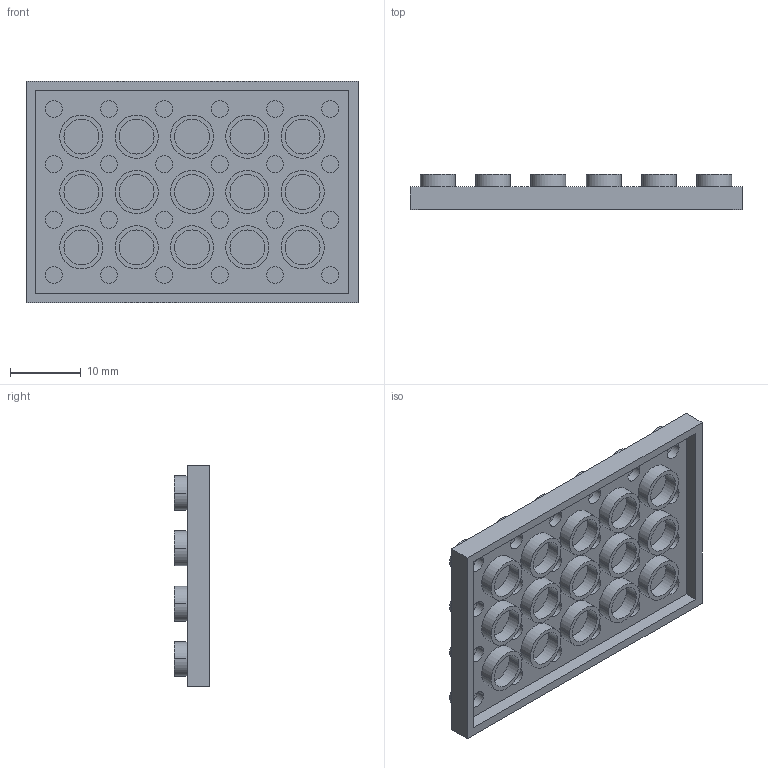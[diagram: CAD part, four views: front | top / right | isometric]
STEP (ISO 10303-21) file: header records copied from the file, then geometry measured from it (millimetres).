
FILE_DESCRIPTION((''),'1');
FILE_NAME('BRICK_THIN','2000-08-24T',('ujkopena'),(''),'PRO/ENGINEER BY PARAMETRIC TECHNOLOGY CORPORATION, 1999390','PRO/ENGINEER BY PARAMETRIC TECHNOLOGY CORPORATION, 1999390','');
FILE_SCHEMA(('CONFIG_CONTROL_DESIGN'));
Length unit declared in the file: metre
Products named in the file (1): BRICK_THIN
Bounding box: 46.8 x 4.96 x 31.2 mm (x, y, z)
Volume: 3187.2 mm3; surface area: 5573.9 mm2
Topology: 1 solids, 1 shells, 245 faces, 492 edges, 328 vertices
Faces by surface type: cylinder 156, plane 89
Entity records: 6576 total; most frequent: DIRECTION 1294, CARTESIAN_POINT 1065, ORIENTED_EDGE 984, AXIS2_PLACEMENT_3D 557, EDGE_CURVE 492, VERTEX_POINT 328, EDGE_LOOP 324, CIRCLE 312
